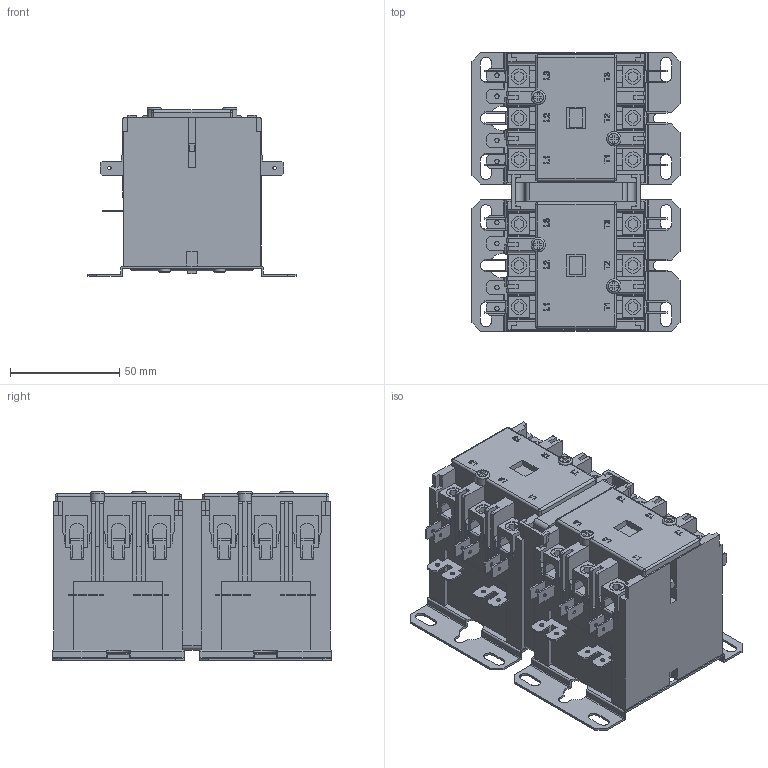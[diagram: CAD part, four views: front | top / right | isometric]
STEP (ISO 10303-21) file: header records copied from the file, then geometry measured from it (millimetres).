
FILE_DESCRIPTION(/* description */ ('','CAx-IF Rec.Pracs.---Representation and Presentation of Product Manufacturing Information (PMI)---4.0---2014-10-13'),/* implementation_level */ '2;1');
FILE_NAME(/* name */ '290-D40N33XXX.stp',/* time_stamp */ '2020-03-16T08:30:53-04:00',/* author */ ('cbunnell'),/* organization */ (''),/* preprocessor_version */ 'ST-DEVELOPER v18',/* originating_system */ 'Autodesk Inventor 2020',/* authorisation */ '');
FILE_SCHEMA (('AP242_MANAGED_MODEL_BASED_3D_ENGINEERING_MIM_LF { 1 0 10303 442 1 1 4 }'));
Length unit declared in the file: millimetre
Products named in the file (1): Part1
Bounding box: 95.25 x 127.7 x 77.2 mm (x, y, z)
Volume: 499479.2 mm3; surface area: 102014.3 mm2
Topology: 3 solids, 3 shells, 1724 faces, 4886 edges, 3240 vertices
Faces by surface type: plane 1342, cylinder 254, bspline 100, torus 20, sphere 8
Full cylindrical faces by diameter (mm): 1.6 x24, 2 x8, 5.3 x8, 6.6 x4, 7 x12
Entity records: 58107 total; most frequent: CARTESIAN_POINT 11351, ORIENTED_EDGE 9772, DIRECTION 8532, EDGE_CURVE 4886, LINE 4042, VECTOR 4042, VERTEX_POINT 3240, AXIS2_PLACEMENT_3D 2245
